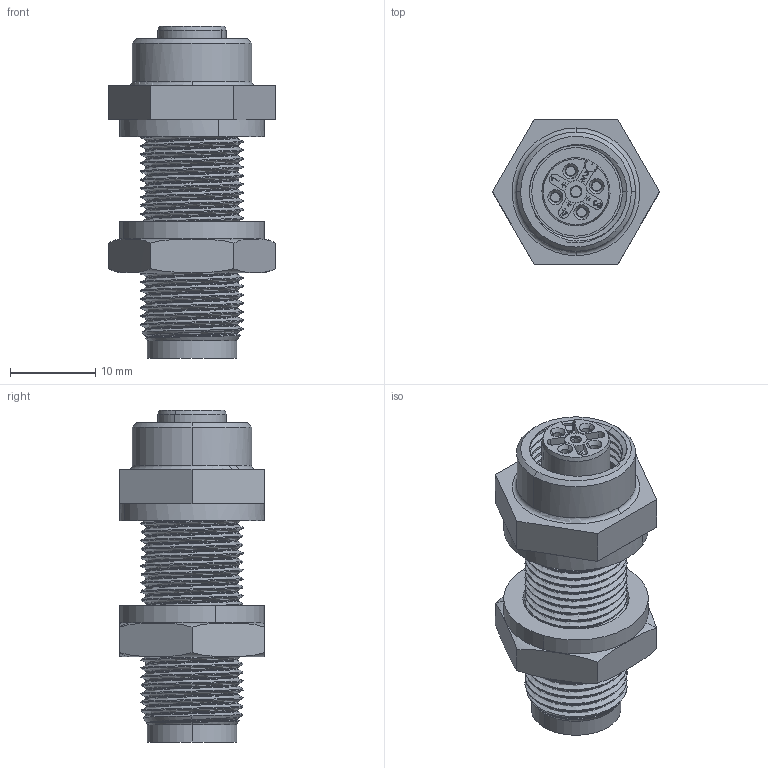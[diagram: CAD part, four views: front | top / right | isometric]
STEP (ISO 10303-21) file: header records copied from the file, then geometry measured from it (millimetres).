
FILE_DESCRIPTION(('CATIA V5 STEP Exchange','CAx-IF Rec.Pracs.--- Model Styling and Organization---1.4--- 2014-01-23'),'2;1');
FILE_NAME ('251694-2_0_2485360000_2485360000.stp','2021-01-05T16:23:45+00:00',('none'),('Weidmueller'),'CATIA Version 5-6 Release 2016 SP3 HF44','CATIA V5 STEP AP214','none');
FILE_SCHEMA(('AUTOMOTIVE_DESIGN { 1 0 10303 214 1 1 1 1 }'));
Length unit declared in the file: millimetre
Products named in the file (1): 2485360000
Bounding box: 19.63 x 17 x 39 mm (x, y, z)
Volume: 4762.1 mm3; surface area: 5876.6 mm2
Topology: 5 solids, 6 shells, 593 faces, 1659 edges, 1108 vertices
Faces by surface type: plane 241, cylinder 214, bspline 76, cone 34, sphere 16, torus 12
Entity records: 26960 total; most frequent: CARTESIAN_POINT 13674, ORIENTED_EDGE 3286, DIRECTION 1797, EDGE_CURVE 1643, VERTEX_POINT 1108, VECTOR 756, LINE 756, EDGE_LOOP 647
